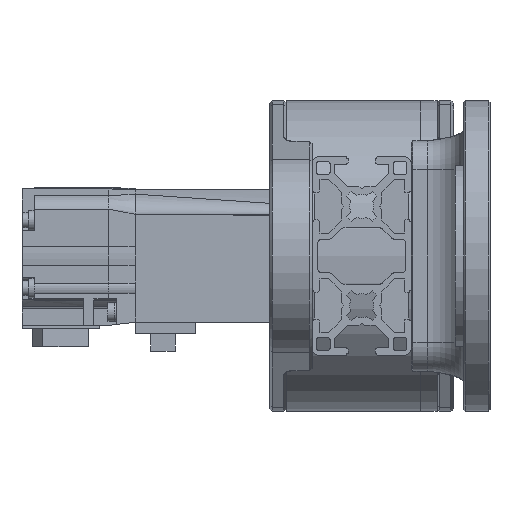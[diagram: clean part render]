
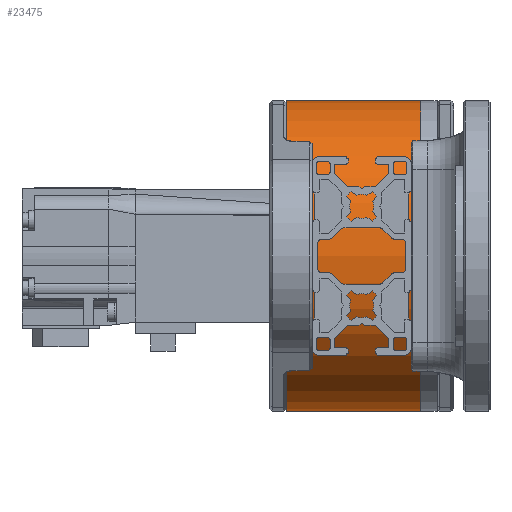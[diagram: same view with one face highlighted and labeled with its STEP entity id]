
A CAD part, left-side view. The second image highlights one B-rep face of the part: STEP entity #23475.
In plain terms, the highlighted cylindrical face has radius 47 mm (diameter 94 mm), a partial arc.
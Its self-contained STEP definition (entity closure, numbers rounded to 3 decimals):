
#1827=CYLINDRICAL_SURFACE('',#26209,47.);
#2789=FACE_OUTER_BOUND('',#4186,.T.);
#4186=EDGE_LOOP('',(#19869,#19870,#19871,#19872));
#6029=LINE('',#39364,#7912);
#6122=LINE('',#40077,#8005);
#7912=VECTOR('',#31133,10.);
#8005=VECTOR('',#31758,10.);
#9293=CIRCLE('',#26134,47.);
#9324=CIRCLE('',#26183,47.);
#11092=VERTEX_POINT('',#39361);
#11093=VERTEX_POINT('',#39363);
#11209=VERTEX_POINT('',#39914);
#11244=VERTEX_POINT('',#40020);
#13949=EDGE_CURVE('',#11093,#11092,#6029,.T.);
#14135=EDGE_CURVE('',#11093,#11209,#9293,.T.);
#14189=EDGE_CURVE('',#11244,#11092,#9324,.T.);
#14216=EDGE_CURVE('',#11244,#11209,#6122,.T.);
#19869=ORIENTED_EDGE('',*,*,#13949,.T.);
#19870=ORIENTED_EDGE('',*,*,#14189,.F.);
#19871=ORIENTED_EDGE('',*,*,#14216,.T.);
#19872=ORIENTED_EDGE('',*,*,#14135,.F.);
#23475=ADVANCED_FACE('',(#2789),#1827,.T.);
#26134=AXIS2_PLACEMENT_3D('',#39915,#31570,#31571);
#26183=AXIS2_PLACEMENT_3D('',#40022,#31691,#31692);
#26209=AXIS2_PLACEMENT_3D('',#40080,#31762,#31763);
#31133=DIRECTION('',(0.,0.,1.));
#31570=DIRECTION('center_axis',(0.,0.,-1.));
#31571=DIRECTION('ref_axis',(0.,1.,0.));
#31691=DIRECTION('center_axis',(0.,0.,1.));
#31692=DIRECTION('ref_axis',(0.,1.,0.));
#31758=DIRECTION('',(0.,0.,-1.));
#31762=DIRECTION('center_axis',(0.,0.,1.));
#31763=DIRECTION('ref_axis',(0.,1.,0.));
#39361=CARTESIAN_POINT('',(-60.,-47.,38.1));
#39363=CARTESIAN_POINT('',(-60.,-47.,-2.5));
#39364=CARTESIAN_POINT('',(-60.,-47.,0.));
#39914=CARTESIAN_POINT('',(-60.,47.,-2.5));
#39915=CARTESIAN_POINT('Origin',(-60.,0.,-2.5));
#40020=CARTESIAN_POINT('',(-60.,47.,38.1));
#40022=CARTESIAN_POINT('Origin',(-60.,0.,38.1));
#40077=CARTESIAN_POINT('',(-60.,47.,0.));
#40080=CARTESIAN_POINT('Origin',(-60.,0.,0.));
